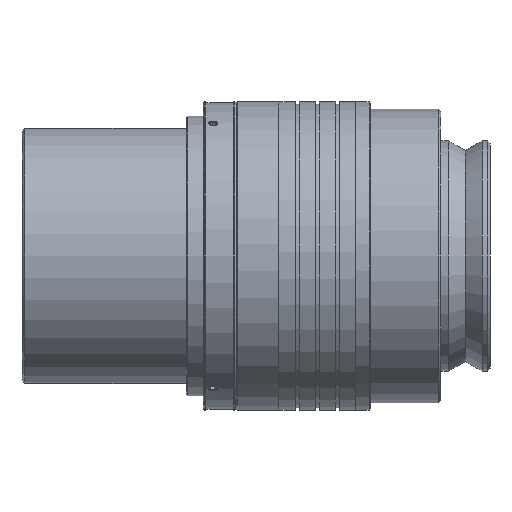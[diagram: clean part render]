
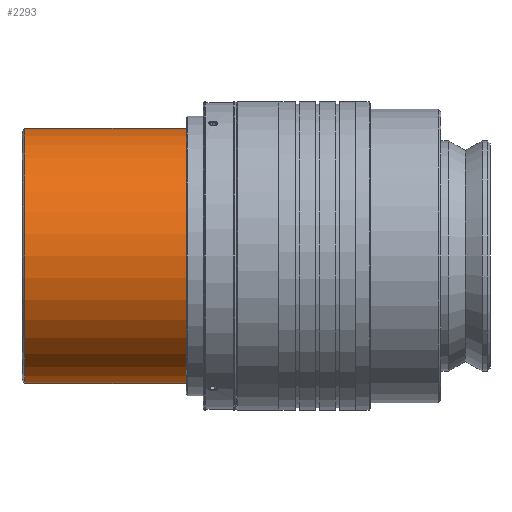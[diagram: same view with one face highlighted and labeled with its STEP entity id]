
A CAD part, front view. The second image highlights one B-rep face of the part: STEP entity #2293.
In plain terms, the highlighted cylindrical face has radius 24.644 mm (diameter 49.289 mm), a full revolution.
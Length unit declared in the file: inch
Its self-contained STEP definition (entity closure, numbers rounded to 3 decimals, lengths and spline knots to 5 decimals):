
#271=CYLINDRICAL_SURFACE('',#2731,0.97025);
#376=FACE_OUTER_BOUND('',#558,.T.);
#558=EDGE_LOOP('',(#1946,#1947,#1948,#1949,#1950));
#716=LINE('',#4543,#862);
#862=VECTOR('',#3272,0.97025);
#1006=CIRCLE('',#2724,0.97025);
#1007=CIRCLE('',#2726,0.97025);
#1008=CIRCLE('',#2727,0.97025);
#1183=VERTEX_POINT('',#4529);
#1184=VERTEX_POINT('',#4532);
#1185=VERTEX_POINT('',#4533);
#1447=EDGE_CURVE('',#1183,#1183,#1006,.T.);
#1448=EDGE_CURVE('',#1184,#1185,#1007,.T.);
#1449=EDGE_CURVE('',#1185,#1184,#1008,.T.);
#1453=EDGE_CURVE('',#1183,#1185,#716,.T.);
#1946=ORIENTED_EDGE('',*,*,#1447,.F.);
#1947=ORIENTED_EDGE('',*,*,#1453,.T.);
#1948=ORIENTED_EDGE('',*,*,#1448,.F.);
#1949=ORIENTED_EDGE('',*,*,#1449,.F.);
#1950=ORIENTED_EDGE('',*,*,#1453,.F.);
#2293=ADVANCED_FACE('',(#376),#271,.T.);
#2724=AXIS2_PLACEMENT_3D('',#4530,#3255,#3256);
#2726=AXIS2_PLACEMENT_3D('',#4534,#3259,#3260);
#2727=AXIS2_PLACEMENT_3D('',#4535,#3261,#3262);
#2731=AXIS2_PLACEMENT_3D('',#4542,#3270,#3271);
#3255=DIRECTION('center_axis',(1.,0.,0.));
#3256=DIRECTION('ref_axis',(0.,0.,-1.));
#3259=DIRECTION('center_axis',(-1.,0.,0.));
#3260=DIRECTION('ref_axis',(0.,-1.,0.));
#3261=DIRECTION('center_axis',(-1.,0.,0.));
#3262=DIRECTION('ref_axis',(0.,-1.,0.));
#3270=DIRECTION('center_axis',(1.,0.,0.));
#3271=DIRECTION('ref_axis',(0.,1.,0.));
#3272=DIRECTION('',(-1.,0.,0.));
#4529=CARTESIAN_POINT('',(0.41229,-0.97025,0.));
#4530=CARTESIAN_POINT('Origin',(0.41229,0.,0.));
#4532=CARTESIAN_POINT('',(-0.84771,0.97025,0.));
#4533=CARTESIAN_POINT('',(-0.84771,-0.97025,0.));
#4534=CARTESIAN_POINT('Origin',(-0.84771,0.,0.));
#4535=CARTESIAN_POINT('Origin',(-0.84771,0.,0.));
#4542=CARTESIAN_POINT('Origin',(-0.22771,0.,0.));
#4543=CARTESIAN_POINT('',(-0.22771,-0.97025,0.));
